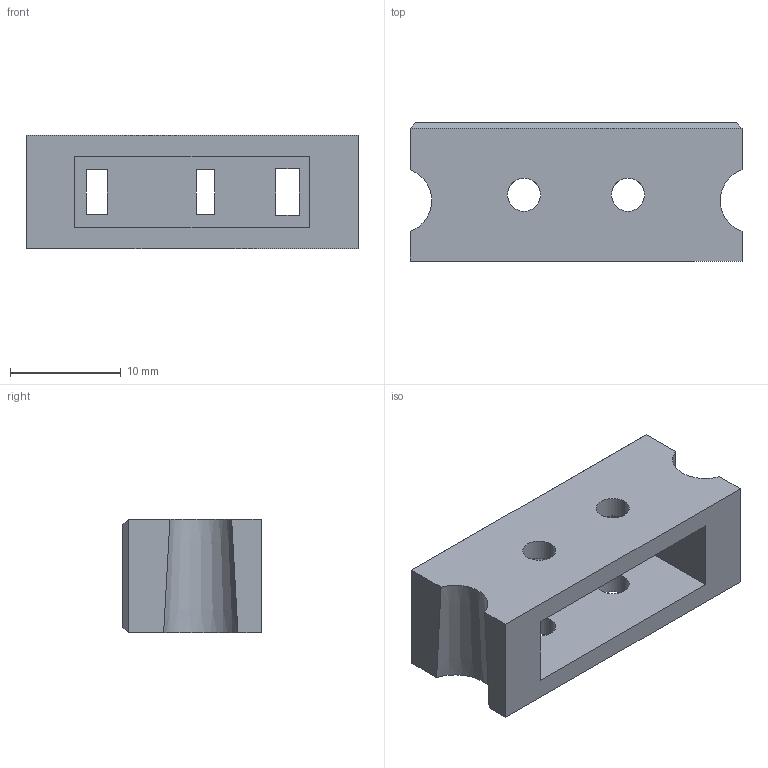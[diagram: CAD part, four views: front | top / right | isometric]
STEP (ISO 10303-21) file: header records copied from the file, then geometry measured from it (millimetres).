
FILE_DESCRIPTION (( 'STEP AP214' ), '1' );
FILE_NAME ('quickbort.STEP', '2025-03-10T22:00:34', ( '' ), ( '' ), 'SwSTEP 2.0', 'SolidWorks 2022', '' );
FILE_SCHEMA (( 'AUTOMOTIVE_DESIGN' ));
Length unit declared in the file: millimetre
Products named in the file (1): quickbort
Bounding box: 30 x 12.5 x 10.3 mm (x, y, z)
Volume: 2195.2 mm3; surface area: 2210.9 mm2
Topology: 1 solids, 1 shells, 74 faces, 188 edges, 117 vertices
Faces by surface type: plane 63, cylinder 8, cone 3
Entity records: 2240 total; most frequent: CARTESIAN_POINT 392, ORIENTED_EDGE 376, DIRECTION 356, EDGE_CURVE 188, LINE 162, VECTOR 162, VERTEX_POINT 117, AXIS2_PLACEMENT_3D 97
